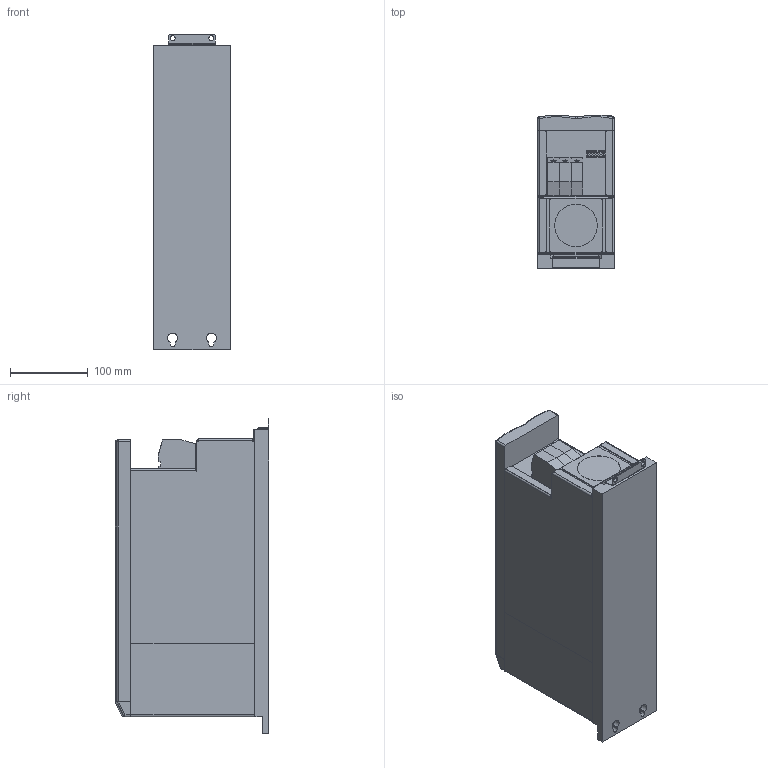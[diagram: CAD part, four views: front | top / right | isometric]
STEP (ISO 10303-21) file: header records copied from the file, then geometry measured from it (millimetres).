
FILE_DESCRIPTION (( 'STEP AP214' ), '1' );
FILE_NAME ('C0H6000-A016 KEB-COMBIVERT.STEP', '2011-06-28T09:12:16', ( 'KEB' ), ( 'Karl E. Brinkmann GmbH' ), 'SwSTEP 2.0', 'SolidWorks 2007', '' );
FILE_SCHEMA (( 'AUTOMOTIVE_DESIGN' ));
Length unit declared in the file: millimetre
Products named in the file (1): C0H6000-A016 KEB-COMBIVERT
Bounding box: 99 x 198.1 x 407 mm (x, y, z)
Volume: 1654555.6 mm3; surface area: 570604.2 mm2
Topology: 26 solids, 26 shells, 1211 faces, 3084 edges, 1982 vertices
Faces by surface type: plane 853, cylinder 279, cone 27, bspline 26, torus 20, sphere 6
Entity records: 50767 total; most frequent: CARTESIAN_POINT 8438, ORIENTED_EDGE 6152, DIRECTION 5577, EDGE_CURVE 3076, LINE 2195, VECTOR 2195, VERTEX_POINT 1982, AXIS2_PLACEMENT_3D 1691
